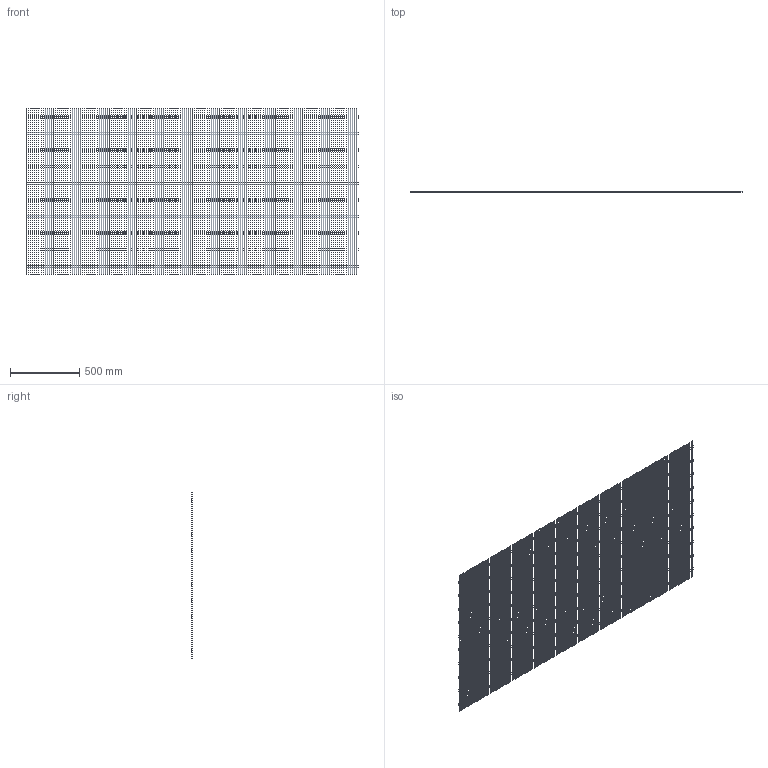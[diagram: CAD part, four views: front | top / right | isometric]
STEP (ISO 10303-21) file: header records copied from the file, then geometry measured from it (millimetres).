
FILE_DESCRIPTION(/* description */ (''),/* implementation_level */ '2;1');
FILE_NAME(/* name */ 'RT120.stp',/* time_stamp */ '2022-06-23T08:18:43+02:00',/* author */ ('stefan.nesic'),/* organization */ (''),/* preprocessor_version */ 'ST-DEVELOPER v18.1',/* originating_system */ 'Autodesk Inventor 2021',/* authorisation */ '');
FILE_SCHEMA (('AUTOMOTIVE_DESIGN { 1 0 10303 214 3 1 1 }'));
Length unit declared in the file: millimetre
Products named in the file (1): RETETECH
Bounding box: 2400 x 5.89 x 1200 mm (x, y, z)
Volume: 1696460 mm3; surface area: 2264491.4 mm2
Topology: 180 solids, 180 shells, 540 faces, 3740 edges, 3560 vertices
Faces by surface type: plane 360, cylinder 180
Full cylindrical faces by diameter (mm): 3 x180
Entity records: 38566 total; most frequent: CARTESIAN_POINT 7841, ORIENTED_EDGE 7480, DIRECTION 5182, EDGE_CURVE 3740, VERTEX_POINT 3560, LINE 3380, VECTOR 3380, AXIS2_PLACEMENT_3D 901
